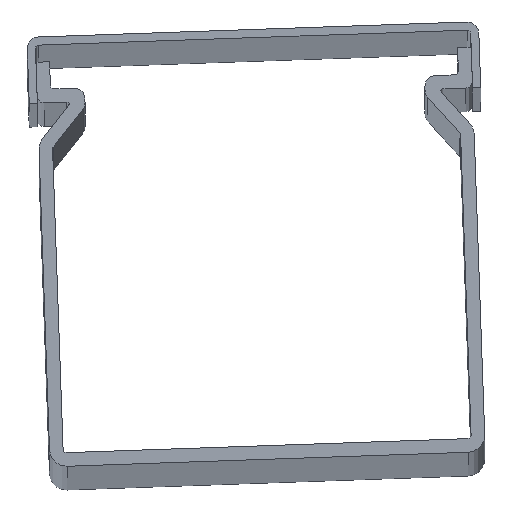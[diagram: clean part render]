
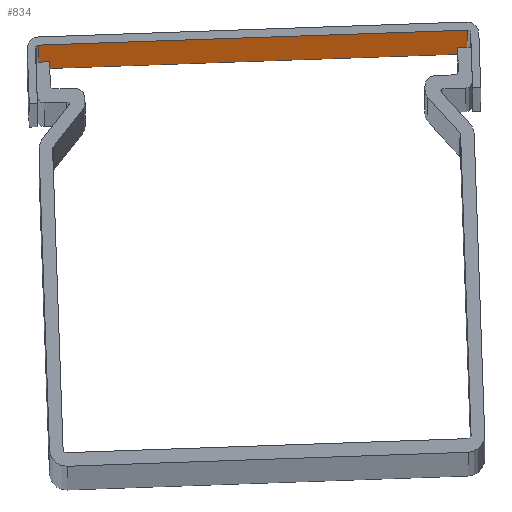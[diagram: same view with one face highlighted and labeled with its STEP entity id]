
A CAD part, top view. The second image highlights one B-rep face of the part: STEP entity #834.
In plain terms, the highlighted face is planar.
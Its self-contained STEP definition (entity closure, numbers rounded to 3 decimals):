
#112 = VECTOR ( 'NONE', #299, 1000. ) ;
#120 = DIRECTION ( 'NONE',  ( 0., -1., 0. ) ) ;
#140 = AXIS2_PLACEMENT_3D ( 'NONE', #2347, #120, #1244 ) ;
#144 = EDGE_LOOP ( 'NONE', ( #2158, #2098, #2409, #1088 ) ) ;
#299 = DIRECTION ( 'NONE',  ( -1., 0., 0. ) ) ;
#327 = CARTESIAN_POINT ( 'NONE',  ( -12.869, 102.678, -1500. ) ) ;
#512 = LINE ( 'NONE', #327, #112 ) ;
#555 = LINE ( 'NONE', #2501, #2153 ) ;
#603 = CARTESIAN_POINT ( 'NONE',  ( -75.869, 102.678, -1500. ) ) ;
#709 = DIRECTION ( 'NONE',  ( -1., 0., 0. ) ) ;
#715 = CARTESIAN_POINT ( 'NONE',  ( 7.631, 102.678, 500. ) ) ;
#755 = PLANE ( 'NONE',  #140 ) ;
#834 = ADVANCED_FACE ( 'NONE', ( #1832 ), #755, .T. ) ;
#933 = LINE ( 'NONE', #1664, #1052 ) ;
#980 = EDGE_CURVE ( 'NONE', #1209, #1375, #933, .T. ) ;
#1052 = VECTOR ( 'NONE', #2732, 1000. ) ;
#1088 = ORIENTED_EDGE ( 'NONE', *, *, #2019, .T. ) ;
#1157 = EDGE_CURVE ( 'NONE', #1186, #2306, #555, .T. ) ;
#1176 = VECTOR ( 'NONE', #709, 1000. ) ;
#1186 = VERTEX_POINT ( 'NONE', #1462 ) ;
#1209 = VERTEX_POINT ( 'NONE', #2004 ) ;
#1244 = DIRECTION ( 'NONE',  ( 0., 0., -1. ) ) ;
#1375 = VERTEX_POINT ( 'NONE', #2214 ) ;
#1462 = CARTESIAN_POINT ( 'NONE',  ( -75.869, 102.678, 500. ) ) ;
#1664 = CARTESIAN_POINT ( 'NONE',  ( -12.869, 102.678, 0. ) ) ;
#1832 = FACE_OUTER_BOUND ( 'NONE', #144, .T. ) ;
#2004 = CARTESIAN_POINT ( 'NONE',  ( -12.869, 102.678, -1500. ) ) ;
#2019 = EDGE_CURVE ( 'NONE', #1375, #1186, #2026, .T. ) ;
#2026 = LINE ( 'NONE', #715, #1176 ) ;
#2098 = ORIENTED_EDGE ( 'NONE', *, *, #2514, .F. ) ;
#2153 = VECTOR ( 'NONE', #2489, 1000. ) ;
#2158 = ORIENTED_EDGE ( 'NONE', *, *, #1157, .T. ) ;
#2214 = CARTESIAN_POINT ( 'NONE',  ( -12.869, 102.678, 500. ) ) ;
#2306 = VERTEX_POINT ( 'NONE', #603 ) ;
#2347 = CARTESIAN_POINT ( 'NONE',  ( 7.631, 102.678, 0. ) ) ;
#2409 = ORIENTED_EDGE ( 'NONE', *, *, #980, .T. ) ;
#2489 = DIRECTION ( 'NONE',  ( 0., 0., -1. ) ) ;
#2501 = CARTESIAN_POINT ( 'NONE',  ( -75.869, 102.678, 0. ) ) ;
#2514 = EDGE_CURVE ( 'NONE', #1209, #2306, #512, .T. ) ;
#2732 = DIRECTION ( 'NONE',  ( 0., 0., 1. ) ) ;
